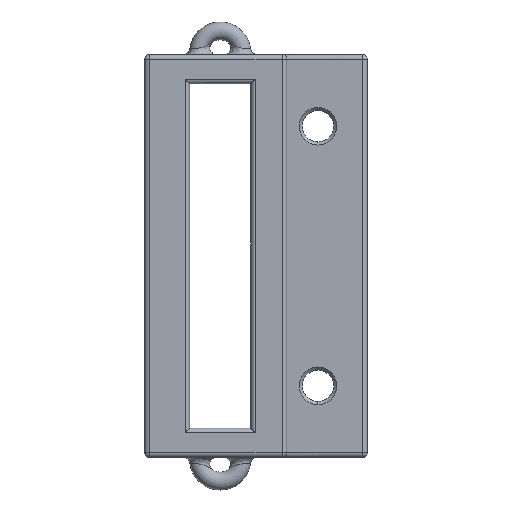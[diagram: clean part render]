
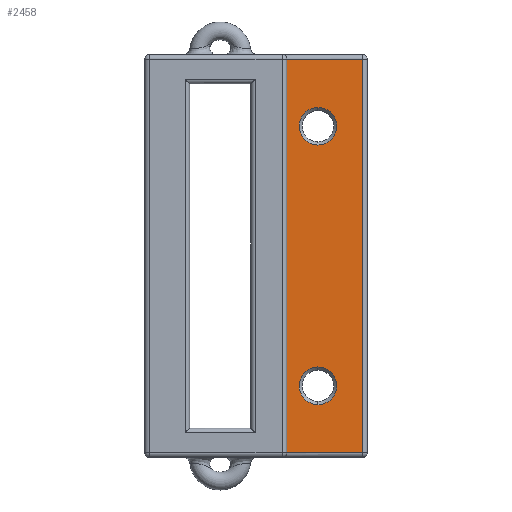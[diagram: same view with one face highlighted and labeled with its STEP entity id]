
A CAD part, left-side view. The second image highlights one B-rep face of the part: STEP entity #2458.
In plain terms, the highlighted planar face has unit normal (-1, 0, 0).
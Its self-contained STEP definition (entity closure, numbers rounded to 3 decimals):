
#35 = LINE ( 'NONE', #1395, #694 ) ;
#126 = AXIS2_PLACEMENT_3D ( 'NONE', #1606, #1271, #3323 ) ;
#440 = FACE_OUTER_BOUND ( 'NONE', #2237, .T. ) ;
#544 = CARTESIAN_POINT ( 'NONE',  ( 0.405, -3.124, 5.9 ) ) ;
#565 = CIRCLE ( 'NONE', #126, 2.1 ) ;
#609 = DIRECTION ( 'NONE',  ( 0., 1., 0. ) ) ;
#631 = DIRECTION ( 'NONE',  ( 0., 0., -1. ) ) ;
#694 = VECTOR ( 'NONE', #2068, 1000. ) ;
#721 = FACE_BOUND ( 'NONE', #2171, .T. ) ;
#724 = VERTEX_POINT ( 'NONE', #4156 ) ;
#793 = EDGE_CURVE ( 'NONE', #3992, #1759, #2919, .T. ) ;
#841 = CIRCLE ( 'NONE', #2232, 2.1 ) ;
#881 = EDGE_CURVE ( 'NONE', #3167, #724, #4450, .T. ) ;
#929 = EDGE_CURVE ( 'NONE', #1443, #1886, #565, .T. ) ;
#1037 = CARTESIAN_POINT ( 'NONE',  ( 0.405, 0.376, 45. ) ) ;
#1090 = ORIENTED_EDGE ( 'NONE', *, *, #3235, .T. ) ;
#1100 = ORIENTED_EDGE ( 'NONE', *, *, #4199, .T. ) ;
#1108 = DIRECTION ( 'NONE',  ( 1., 0., 0. ) ) ;
#1181 = CARTESIAN_POINT ( 'NONE',  ( 0.405, -3.124, 8. ) ) ;
#1235 = CARTESIAN_POINT ( 'NONE',  ( 0.405, 0.376, 44.5 ) ) ;
#1256 = LINE ( 'NONE', #1235, #2166 ) ;
#1271 = DIRECTION ( 'NONE',  ( 1., 0., 0. ) ) ;
#1395 = CARTESIAN_POINT ( 'NONE',  ( 0.405, -8.624, 0.5 ) ) ;
#1443 = VERTEX_POINT ( 'NONE', #2034 ) ;
#1521 = VERTEX_POINT ( 'NONE', #1688 ) ;
#1606 = CARTESIAN_POINT ( 'NONE',  ( 0.405, -3.124, 37. ) ) ;
#1688 = CARTESIAN_POINT ( 'NONE',  ( 0.405, 0.376, 0.5 ) ) ;
#1759 = VERTEX_POINT ( 'NONE', #544 ) ;
#1886 = VERTEX_POINT ( 'NONE', #3003 ) ;
#1970 = VECTOR ( 'NONE', #2352, 1000. ) ;
#2034 = CARTESIAN_POINT ( 'NONE',  ( 0.405, -3.124, 39.1 ) ) ;
#2068 = DIRECTION ( 'NONE',  ( 0., -1., 0. ) ) ;
#2093 = EDGE_CURVE ( 'NONE', #2512, #1521, #3095, .T. ) ;
#2134 = DIRECTION ( 'NONE',  ( 0., 1., 0. ) ) ;
#2166 = VECTOR ( 'NONE', #2601, 1000. ) ;
#2171 = EDGE_LOOP ( 'NONE', ( #4392, #2841 ) ) ;
#2216 = CARTESIAN_POINT ( 'NONE',  ( 0.405, 0.376, 44.5 ) ) ;
#2232 = AXIS2_PLACEMENT_3D ( 'NONE', #3051, #2293, #609 ) ;
#2237 = EDGE_LOOP ( 'NONE', ( #4036, #3522, #3591, #1090 ) ) ;
#2293 = DIRECTION ( 'NONE',  ( 1., 0., 0. ) ) ;
#2340 = EDGE_CURVE ( 'NONE', #724, #2512, #1256, .T. ) ;
#2352 = DIRECTION ( 'NONE',  ( 0., 0., 1. ) ) ;
#2458 = ADVANCED_FACE ( 'NONE', ( #4266, #721, #440 ), #3592, .F. ) ;
#2512 = VERTEX_POINT ( 'NONE', #2216 ) ;
#2526 = EDGE_LOOP ( 'NONE', ( #4234, #1100 ) ) ;
#2565 = CARTESIAN_POINT ( 'NONE',  ( 0.405, -8.124, 0.5 ) ) ;
#2588 = DIRECTION ( 'NONE',  ( 1., 0., 0. ) ) ;
#2601 = DIRECTION ( 'NONE',  ( 0., 1., 0. ) ) ;
#2840 = AXIS2_PLACEMENT_3D ( 'NONE', #3139, #3165, #3831 ) ;
#2841 = ORIENTED_EDGE ( 'NONE', *, *, #2871, .T. ) ;
#2871 = EDGE_CURVE ( 'NONE', #1759, #3992, #841, .T. ) ;
#2919 = CIRCLE ( 'NONE', #3573, 2.1 ) ;
#3003 = CARTESIAN_POINT ( 'NONE',  ( 0.405, -3.124, 34.9 ) ) ;
#3051 = CARTESIAN_POINT ( 'NONE',  ( 0.405, -3.124, 8. ) ) ;
#3095 = LINE ( 'NONE', #4132, #4222 ) ;
#3139 = CARTESIAN_POINT ( 'NONE',  ( 0.405, -3.124, 37. ) ) ;
#3165 = DIRECTION ( 'NONE',  ( 1., 0., 0. ) ) ;
#3167 = VERTEX_POINT ( 'NONE', #2565 ) ;
#3235 = EDGE_CURVE ( 'NONE', #1521, #3167, #35, .T. ) ;
#3323 = DIRECTION ( 'NONE',  ( 0., 1., 0. ) ) ;
#3365 = CARTESIAN_POINT ( 'NONE',  ( 0.405, -3.124, 10.1 ) ) ;
#3522 = ORIENTED_EDGE ( 'NONE', *, *, #2340, .T. ) ;
#3573 = AXIS2_PLACEMENT_3D ( 'NONE', #1181, #2588, #3995 ) ;
#3591 = ORIENTED_EDGE ( 'NONE', *, *, #2093, .T. ) ;
#3592 = PLANE ( 'NONE',  #4367 ) ;
#3720 = CIRCLE ( 'NONE', #2840, 2.1 ) ;
#3831 = DIRECTION ( 'NONE',  ( 0., 1., 0. ) ) ;
#3992 = VERTEX_POINT ( 'NONE', #3365 ) ;
#3995 = DIRECTION ( 'NONE',  ( 0., 1., 0. ) ) ;
#4036 = ORIENTED_EDGE ( 'NONE', *, *, #881, .T. ) ;
#4132 = CARTESIAN_POINT ( 'NONE',  ( 0.405, 0.376, 45. ) ) ;
#4156 = CARTESIAN_POINT ( 'NONE',  ( 0.405, -8.124, 44.5 ) ) ;
#4199 = EDGE_CURVE ( 'NONE', #1886, #1443, #3720, .T. ) ;
#4222 = VECTOR ( 'NONE', #631, 1000. ) ;
#4234 = ORIENTED_EDGE ( 'NONE', *, *, #929, .T. ) ;
#4266 = FACE_BOUND ( 'NONE', #2526, .T. ) ;
#4367 = AXIS2_PLACEMENT_3D ( 'NONE', #1037, #1108, #2134 ) ;
#4392 = ORIENTED_EDGE ( 'NONE', *, *, #793, .T. ) ;
#4400 = CARTESIAN_POINT ( 'NONE',  ( 0.405, -8.124, 45. ) ) ;
#4450 = LINE ( 'NONE', #4400, #1970 ) ;
